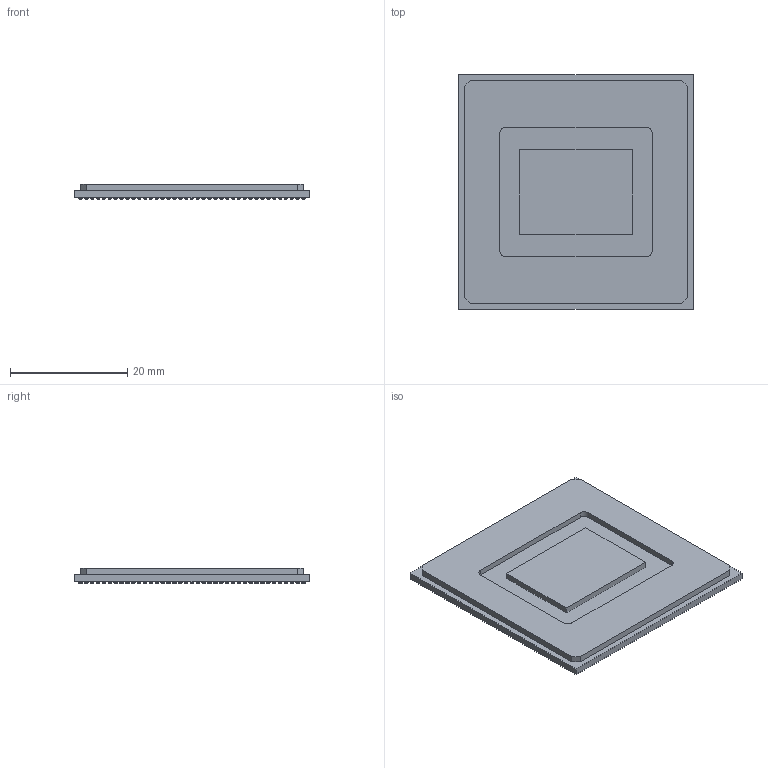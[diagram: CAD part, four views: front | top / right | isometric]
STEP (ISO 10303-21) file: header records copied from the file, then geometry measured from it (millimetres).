
FILE_DESCRIPTION((''),'2;1');
FILE_NAME('BGA1517C100P39X39_4000X4000X270.stp','2013-07-10T09:09:15',(''),(''),'Mechanical Desktop 2011','Mechanical Desktop 2011',', , ');
FILE_SCHEMA(('AUTOMOTIVE_DESIGN { 1 2 10303 214 1 1 1 1 }'));
Length unit declared in the file: millimetre
Products named in the file (1): Product
Bounding box: 40 x 40 x 2.7 mm (x, y, z)
Volume: 3251.8 mm3; surface area: 7318.7 mm2
Topology: 155 solids, 155 shells, 639 faces, 1289 edges, 657 vertices
Faces by surface type: plane 331, sphere 304, cylinder 4
Entity records: 12959 total; most frequent: DIRECTION 2576, CARTESIAN_POINT 1980, ORIENTED_EDGE 1360, AXIS2_PLACEMENT_3D 1256, EDGE_LOOP 944, EDGE_CURVE 680, VERTEX_POINT 656, FACE_OUTER_BOUND 639
